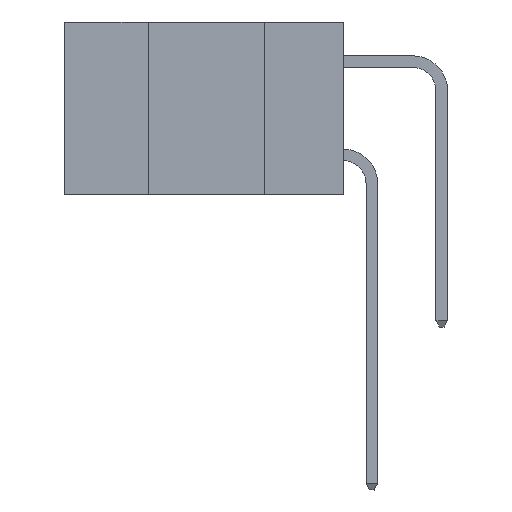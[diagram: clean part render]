
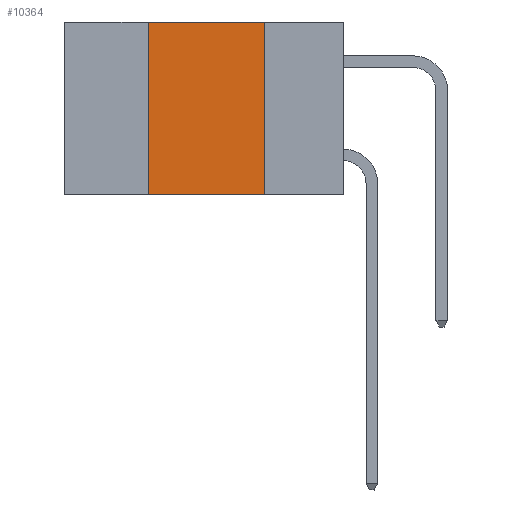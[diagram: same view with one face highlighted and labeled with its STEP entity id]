
A CAD part, left-side view. The second image highlights one B-rep face of the part: STEP entity #10364.
In plain terms, the highlighted planar face has unit normal (-1, 0, 0).
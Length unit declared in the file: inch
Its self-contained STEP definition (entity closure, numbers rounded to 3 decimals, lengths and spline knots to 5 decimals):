
#198 = DIRECTION ( 'NONE',  ( 1., 0., 0. ) ) ;
#212 = VERTEX_POINT ( 'NONE', #16037 ) ;
#2347 = CARTESIAN_POINT ( 'NONE',  ( 0., 0.6, -0.37 ) ) ;
#2822 = ORIENTED_EDGE ( 'NONE', *, *, #2919, .F. ) ;
#2919 = EDGE_CURVE ( 'NONE', #4811, #212, #17452, .T. ) ;
#3165 = DIRECTION ( 'NONE',  ( 0., -1., 0. ) ) ;
#4091 = LINE ( 'NONE', #2347, #8155 ) ;
#4811 = VERTEX_POINT ( 'NONE', #13035 ) ;
#5412 = FACE_OUTER_BOUND ( 'NONE', #10302, .T. ) ;
#5927 = DIRECTION ( 'NONE',  ( 0., -1., 0. ) ) ;
#6283 = VECTOR ( 'NONE', #6638, 39.37008 ) ;
#6638 = DIRECTION ( 'NONE',  ( 0., 0., -1. ) ) ;
#6863 = CARTESIAN_POINT ( 'NONE',  ( 0., 0.17, -0.37 ) ) ;
#6913 = PLANE ( 'NONE',  #15363 ) ;
#7599 = EDGE_CURVE ( 'NONE', #20371, #9527, #4091, .T. ) ;
#8155 = VECTOR ( 'NONE', #5927, 39.37008 ) ;
#9000 = CARTESIAN_POINT ( 'NONE',  ( 0., 0.42, -0.37 ) ) ;
#9527 = VERTEX_POINT ( 'NONE', #21420 ) ;
#9639 = VECTOR ( 'NONE', #12869, 39.37008 ) ;
#9710 = VECTOR ( 'NONE', #3165, 39.37008 ) ;
#10249 = ORIENTED_EDGE ( 'NONE', *, *, #19266, .F. ) ;
#10302 = EDGE_LOOP ( 'NONE', ( #10249, #2822, #20207, #17841 ) ) ;
#10364 = ADVANCED_FACE ( 'NONE', ( #5412 ), #6913, .F. ) ;
#12324 = CARTESIAN_POINT ( 'NONE',  ( 0., 0.6, 0. ) ) ;
#12437 = DIRECTION ( 'NONE',  ( 0., 0., -1. ) ) ;
#12869 = DIRECTION ( 'NONE',  ( 0., 0., 1. ) ) ;
#13035 = CARTESIAN_POINT ( 'NONE',  ( 0., 0.42, 0. ) ) ;
#13099 = LINE ( 'NONE', #21648, #9639 ) ;
#13399 = EDGE_CURVE ( 'NONE', #20371, #4811, #13099, .T. ) ;
#15363 = AXIS2_PLACEMENT_3D ( 'NONE', #12324, #198, #12437 ) ;
#15726 = CARTESIAN_POINT ( 'NONE',  ( 0., 0.6, 0. ) ) ;
#16037 = CARTESIAN_POINT ( 'NONE',  ( 0., 0.17, 0. ) ) ;
#17452 = LINE ( 'NONE', #15726, #9710 ) ;
#17460 = LINE ( 'NONE', #6863, #6283 ) ;
#17841 = ORIENTED_EDGE ( 'NONE', *, *, #7599, .T. ) ;
#19266 = EDGE_CURVE ( 'NONE', #212, #9527, #17460, .T. ) ;
#20207 = ORIENTED_EDGE ( 'NONE', *, *, #13399, .F. ) ;
#20371 = VERTEX_POINT ( 'NONE', #9000 ) ;
#21420 = CARTESIAN_POINT ( 'NONE',  ( 0., 0.17, -0.37 ) ) ;
#21648 = CARTESIAN_POINT ( 'NONE',  ( 0., 0.42, -0.37 ) ) ;
